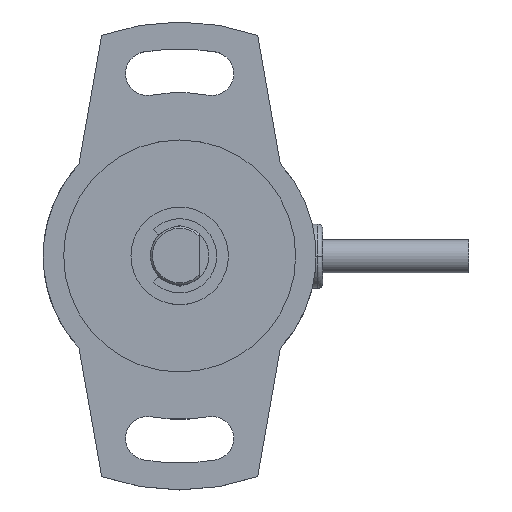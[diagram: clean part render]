
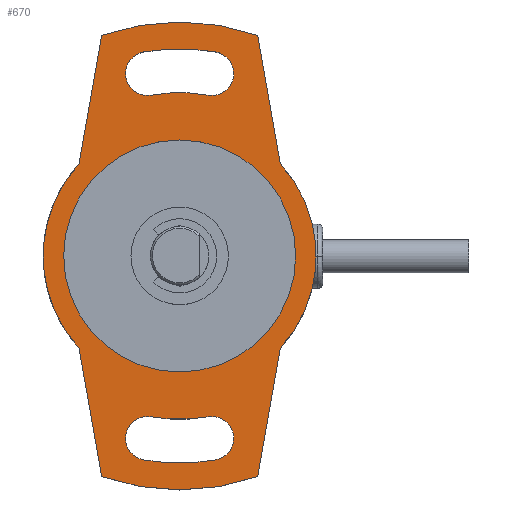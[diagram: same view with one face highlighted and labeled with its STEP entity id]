
A CAD part, top view. The second image highlights one B-rep face of the part: STEP entity #670.
In plain terms, the highlighted planar face has unit normal (0, 0, 1).
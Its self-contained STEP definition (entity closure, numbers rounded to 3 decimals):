
#670=ADVANCED_FACE('', (#680,#690,#700,#710), #720, .T.);
#4960=AXIS2_PLACEMENT_3D('Ax2Pl3d', #4970, #4980, #4990);
#5000=AXIS2_PLACEMENT_3D('Ax2Pl3d', #5010, #5020, #5030);
#5040=AXIS2_PLACEMENT_3D('Ax2Pl3d', #5050, #5060, #5070);
#5080=AXIS2_PLACEMENT_3D('Ax2Pl3d', #5090, #5100, #5110);
#5120=AXIS2_PLACEMENT_3D('Ax2Pl3d', #5130, #5140, #5150);
#5160=AXIS2_PLACEMENT_3D('Ax2Pl3d', #5170, #5180, #5190);
#5200=AXIS2_PLACEMENT_3D('Ax2Pl3d', #5210, #5220, #5230);
#5240=AXIS2_PLACEMENT_3D('Ax2Pl3d', #5250, #5260, #5270);
#5280=AXIS2_PLACEMENT_3D('Ax2Pl3d', #5290, #5300, #5310);
#5320=AXIS2_PLACEMENT_3D('Ax2Pl3d', #5330, #5340, #5350);
#5360=AXIS2_PLACEMENT_3D('Ax2Pl3d', #5370, #5380, #5390);
#5400=AXIS2_PLACEMENT_3D('Ax2Pl3d', #5410, #5420, #5430);
#5440=AXIS2_PLACEMENT_3D('Ax2Pl3d', #5450, #5460, #5470);
#5480=AXIS2_PLACEMENT_3D('Ax2Pl3d', #5490, #5500, #5510);
#4970=CARTESIAN_POINT('HicPkt', (-10.322,9.459,0.));
#22430=CARTESIAN_POINT('', (10.322,-9.459,0.));
#22440=CARTESIAN_POINT('', (8.,-22.628,0.));
#22450=CARTESIAN_POINT('', (10.322,-9.459,0.));
#5010=CARTESIAN_POINT('HicPkt', (0.,0.,0.));
#22460=CARTESIAN_POINT('', (10.322,9.459,0.));
#22470=CARTESIAN_POINT('', (8.,22.628,0.));
#22480=CARTESIAN_POINT('', (8.,22.628,0.));
#5050=CARTESIAN_POINT('HicPkt', (0.,0.,0.));
#22490=CARTESIAN_POINT('', (-8.,22.628,0.));
#22500=CARTESIAN_POINT('', (-10.322,9.459,0.));
#22510=CARTESIAN_POINT('', (-10.322,9.459,0.));
#5090=CARTESIAN_POINT('HicPkt', (0.,0.,0.));
#22520=CARTESIAN_POINT('', (-10.322,-9.459,0.));
#22530=CARTESIAN_POINT('', (-8.,-22.628,0.));
#22540=CARTESIAN_POINT('', (-8.,-22.628,0.));
#5130=CARTESIAN_POINT('HicPkt', (0.,0.,0.));
#5170=CARTESIAN_POINT('HicPkt', (0.,0.,0.));
#22550=CARTESIAN_POINT('', (0.,11.9,0.));
#5210=CARTESIAN_POINT('HicPkt', (3.299,18.711,0.));
#22560=CARTESIAN_POINT('', (3.69,20.927,0.));
#22570=CARTESIAN_POINT('', (2.909,16.496,0.));
#5250=CARTESIAN_POINT('HicPkt', (0.,0.,0.));
#22580=CARTESIAN_POINT('', (-2.909,16.496,0.));
#5290=CARTESIAN_POINT('HicPkt', (-3.299,18.711,0.));
#22590=CARTESIAN_POINT('', (-3.69,20.927,0.));
#5330=CARTESIAN_POINT('HicPkt', (0.,0.,0.));
#5370=CARTESIAN_POINT('HicPkt', (0.,0.,0.));
#22600=CARTESIAN_POINT('', (3.69,-20.927,0.));
#22610=CARTESIAN_POINT('', (-3.69,-20.927,0.));
#5410=CARTESIAN_POINT('HicPkt', (-3.299,-18.711,0.));
#22620=CARTESIAN_POINT('', (-2.909,-16.496,0.));
#5450=CARTESIAN_POINT('HicPkt', (0.,0.,0.));
#22630=CARTESIAN_POINT('', (2.909,-16.496,0.));
#5490=CARTESIAN_POINT('HicPkt', (3.299,-18.711,0.));
#23890=CIRCLE('Circle', #5000, 14.);
#23900=CIRCLE('Circle', #5040, 24.);
#23910=CIRCLE('Circle', #5080, 14.);
#23920=CIRCLE('Circle', #5120, 24.);
#23930=CIRCLE('Circle', #5160, 11.9);
#23940=CIRCLE('Circle', #5200, 2.25);
#23950=CIRCLE('Circle', #5240, 16.75);
#23960=CIRCLE('Circle', #5280, 2.25);
#23970=CIRCLE('Circle', #5320, 21.25);
#23980=CIRCLE('Circle', #5360, 21.25);
#23990=CIRCLE('Circle', #5400, 2.25);
#24000=CIRCLE('Circle', #5440, 16.75);
#24010=CIRCLE('Circle', #5480, 2.25);
#4980=DIRECTION('Axis', (0.,0.,1.));
#4990=DIRECTION('RefDirection', (1.,0.,-0.));
#28810=DIRECTION('', (0.174,0.985,0.));
#5020=DIRECTION('Axis', (0.,0.,1.));
#5030=DIRECTION('RefDirection', (1.,0.,-0.));
#28820=DIRECTION('', (-0.174,0.985,0.));
#5060=DIRECTION('Axis', (0.,0.,1.));
#5070=DIRECTION('RefDirection', (1.,0.,-0.));
#28830=DIRECTION('', (-0.174,-0.985,0.));
#5100=DIRECTION('Axis', (0.,0.,1.));
#5110=DIRECTION('RefDirection', (1.,0.,-0.));
#28840=DIRECTION('', (0.174,-0.985,0.));
#5140=DIRECTION('Axis', (0.,0.,1.));
#5150=DIRECTION('RefDirection', (1.,0.,-0.));
#5180=DIRECTION('Axis', (0.,0.,-1.));
#5190=DIRECTION('RefDirection', (-1.,-0.,0.));
#5220=DIRECTION('Axis', (0.,0.,-1.));
#5230=DIRECTION('RefDirection', (-1.,-0.,0.));
#5260=DIRECTION('Axis', (0.,0.,1.));
#5270=DIRECTION('RefDirection', (1.,0.,-0.));
#5300=DIRECTION('Axis', (0.,0.,-1.));
#5310=DIRECTION('RefDirection', (-1.,-0.,0.));
#5340=DIRECTION('Axis', (0.,0.,-1.));
#5350=DIRECTION('RefDirection', (-1.,-0.,0.));
#5380=DIRECTION('Axis', (0.,0.,-1.));
#5390=DIRECTION('RefDirection', (-1.,-0.,0.));
#5420=DIRECTION('Axis', (0.,0.,-1.));
#5430=DIRECTION('RefDirection', (-1.,-0.,0.));
#5460=DIRECTION('Axis', (0.,0.,1.));
#5470=DIRECTION('RefDirection', (1.,0.,-0.));
#5500=DIRECTION('Axis', (0.,0.,-1.));
#5510=DIRECTION('RefDirection', (-1.,-0.,0.));
#30140=EDGE_CURVE('', #30150, #30160, #30170, .T.);
#30180=EDGE_CURVE('', #30160, #30190, #23890, .T.);
#30200=EDGE_CURVE('', #30190, #30210, #30220, .T.);
#30230=EDGE_CURVE('', #30210, #30240, #23900, .T.);
#30250=EDGE_CURVE('', #30240, #30260, #30270, .T.);
#30280=EDGE_CURVE('', #30260, #30290, #23910, .T.);
#30300=EDGE_CURVE('', #30290, #30310, #30320, .T.);
#30330=EDGE_CURVE('', #30310, #30150, #23920, .T.);
#30340=EDGE_CURVE('', #30350, #30350, #23930, .T.);
#30360=EDGE_CURVE('', #30370, #30380, #23940, .T.);
#30390=EDGE_CURVE('', #30380, #30400, #23950, .T.);
#30410=EDGE_CURVE('', #30400, #30420, #23960, .T.);
#30430=EDGE_CURVE('', #30420, #30370, #23970, .T.);
#30440=EDGE_CURVE('', #30450, #30460, #23980, .T.);
#30470=EDGE_CURVE('', #30460, #30480, #23990, .T.);
#30490=EDGE_CURVE('', #30480, #30500, #24000, .T.);
#30510=EDGE_CURVE('', #30500, #30450, #24010, .T.);
#33520=EDGE_LOOP('Edge_loop', (#33530,#33540,#33550,#33560,#33570,
#33580,#33590,#33600));
#33610=EDGE_LOOP('Edge_loop', (#33620));
#33630=EDGE_LOOP('Edge_loop', (#33640,#33650,#33660,#33670));
#33680=EDGE_LOOP('Edge_loop', (#33690,#33700,#33710,#33720));
#690=FACE_BOUND('', #33610, .T.);
#700=FACE_BOUND('', #33630, .T.);
#710=FACE_BOUND('', #33680, .T.);
#680=FACE_OUTER_BOUND('Face_outer_bound', #33520, .T.);
#30170=LINE('Line', #22430, #37540);
#30220=LINE('Line', #22470, #37550);
#30270=LINE('Line', #22500, #37560);
#30320=LINE('Line', #22530, #37570);
#33530=ORIENTED_EDGE('', *, *, #30140, .T.);
#33540=ORIENTED_EDGE('', *, *, #30180, .T.);
#33550=ORIENTED_EDGE('', *, *, #30200, .T.);
#33560=ORIENTED_EDGE('', *, *, #30230, .T.);
#33570=ORIENTED_EDGE('', *, *, #30250, .T.);
#33580=ORIENTED_EDGE('', *, *, #30280, .T.);
#33590=ORIENTED_EDGE('', *, *, #30300, .T.);
#33600=ORIENTED_EDGE('', *, *, #30330, .T.);
#33620=ORIENTED_EDGE('', *, *, #30340, .T.);
#33640=ORIENTED_EDGE('', *, *, #30360, .T.);
#33650=ORIENTED_EDGE('', *, *, #30390, .T.);
#33660=ORIENTED_EDGE('', *, *, #30410, .T.);
#33670=ORIENTED_EDGE('', *, *, #30430, .T.);
#33690=ORIENTED_EDGE('', *, *, #30440, .T.);
#33700=ORIENTED_EDGE('', *, *, #30470, .T.);
#33710=ORIENTED_EDGE('', *, *, #30490, .T.);
#33720=ORIENTED_EDGE('', *, *, #30510, .T.);
#720=PLANE('Plane', #4960);
#37540=VECTOR('', #28810, 13.372);
#37550=VECTOR('', #28820, 13.372);
#37560=VECTOR('', #28830, 13.372);
#37570=VECTOR('', #28840, 13.372);
#30150=VERTEX_POINT('', #22440);
#30160=VERTEX_POINT('', #22450);
#30190=VERTEX_POINT('', #22460);
#30210=VERTEX_POINT('', #22480);
#30240=VERTEX_POINT('', #22490);
#30260=VERTEX_POINT('', #22510);
#30290=VERTEX_POINT('', #22520);
#30310=VERTEX_POINT('', #22540);
#30350=VERTEX_POINT('', #22550);
#30370=VERTEX_POINT('', #22560);
#30380=VERTEX_POINT('', #22570);
#30400=VERTEX_POINT('', #22580);
#30420=VERTEX_POINT('', #22590);
#30450=VERTEX_POINT('', #22600);
#30460=VERTEX_POINT('', #22610);
#30480=VERTEX_POINT('', #22620);
#30500=VERTEX_POINT('', #22630);
